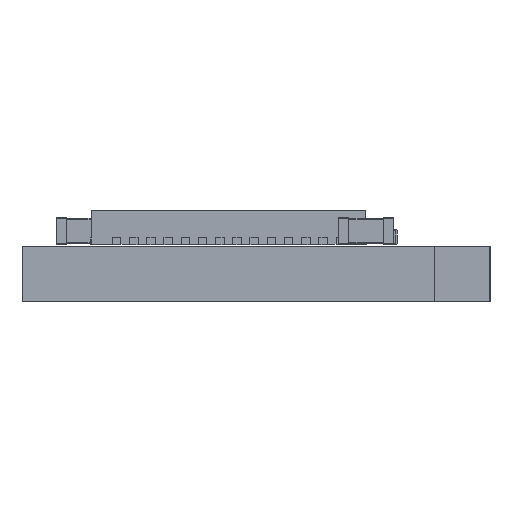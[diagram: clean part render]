
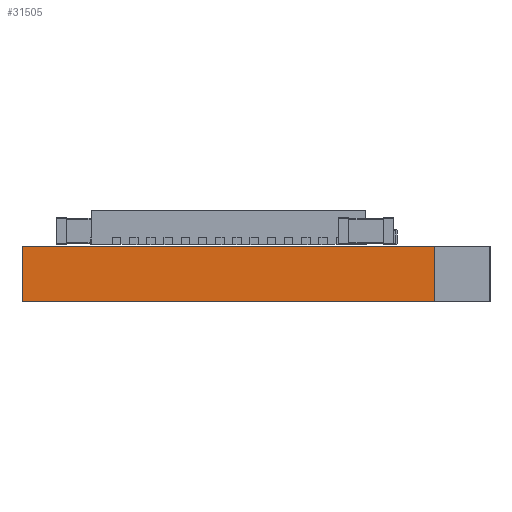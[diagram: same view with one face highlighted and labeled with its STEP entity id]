
A CAD part, left-side view. The second image highlights one B-rep face of the part: STEP entity #31505.
In plain terms, the highlighted planar face has unit normal (-1, 0, 0).
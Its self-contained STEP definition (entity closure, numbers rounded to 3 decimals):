
#31389 = EDGE_CURVE('',#31390,#31392,#31394,.T.);
#31390 = VERTEX_POINT('',#31391);
#31391 = CARTESIAN_POINT('',(-10.75,6.,0.));
#31392 = VERTEX_POINT('',#31393);
#31393 = CARTESIAN_POINT('',(-10.75,6.,1.6));
#31394 = SURFACE_CURVE('',#31395,(#31399,#31411),.PCURVE_S1.);
#31395 = LINE('',#31396,#31397);
#31396 = CARTESIAN_POINT('',(-10.75,6.,0.));
#31397 = VECTOR('',#31398,1.);
#31398 = DIRECTION('',(0.,0.,1.));
#31399 = PCURVE('',#31400,#31405);
#31400 = PLANE('',#31401);
#31401 = AXIS2_PLACEMENT_3D('',#31402,#31403,#31404);
#31402 = CARTESIAN_POINT('',(-10.75,6.,0.));
#31403 = DIRECTION('',(0.,1.,0.));
#31404 = DIRECTION('',(1.,0.,0.));
#31405 = DEFINITIONAL_REPRESENTATION('',(#31406),#31410);
#31406 = LINE('',#31407,#31408);
#31407 = CARTESIAN_POINT('',(0.,0.));
#31408 = VECTOR('',#31409,1.);
#31409 = DIRECTION('',(0.,-1.));
#31410 = ( GEOMETRIC_REPRESENTATION_CONTEXT(2) 
PARAMETRIC_REPRESENTATION_CONTEXT() REPRESENTATION_CONTEXT('2D SPACE',''
  ) );
#31411 = PCURVE('',#31412,#31417);
#31412 = PLANE('',#31413);
#31413 = AXIS2_PLACEMENT_3D('',#31414,#31415,#31416);
#31414 = CARTESIAN_POINT('',(-10.75,-6.,0.));
#31415 = DIRECTION('',(-1.,0.,0.));
#31416 = DIRECTION('',(0.,1.,0.));
#31417 = DEFINITIONAL_REPRESENTATION('',(#31418),#31422);
#31418 = LINE('',#31419,#31420);
#31419 = CARTESIAN_POINT('',(12.,0.));
#31420 = VECTOR('',#31421,1.);
#31421 = DIRECTION('',(0.,-1.));
#31422 = ( GEOMETRIC_REPRESENTATION_CONTEXT(2) 
PARAMETRIC_REPRESENTATION_CONTEXT() REPRESENTATION_CONTEXT('2D SPACE',''
  ) );
#31440 = PLANE('',#31441);
#31441 = AXIS2_PLACEMENT_3D('',#31442,#31443,#31444);
#31442 = CARTESIAN_POINT('',(5.75,-0.766,1.6));
#31443 = DIRECTION('',(-0.,-0.,-1.));
#31444 = DIRECTION('',(-1.,0.,0.));
#31494 = PLANE('',#31495);
#31495 = AXIS2_PLACEMENT_3D('',#31496,#31497,#31498);
#31496 = CARTESIAN_POINT('',(5.75,-0.766,0.));
#31497 = DIRECTION('',(-0.,-0.,-1.));
#31498 = DIRECTION('',(-1.,0.,0.));
#31505 = ADVANCED_FACE('',(#31506),#31412,.T.);
#31506 = FACE_BOUND('',#31507,.T.);
#31507 = EDGE_LOOP('',(#31508,#31538,#31559,#31560));
#31508 = ORIENTED_EDGE('',*,*,#31509,.T.);
#31509 = EDGE_CURVE('',#31510,#31512,#31514,.T.);
#31510 = VERTEX_POINT('',#31511);
#31511 = CARTESIAN_POINT('',(-10.75,-6.,0.));
#31512 = VERTEX_POINT('',#31513);
#31513 = CARTESIAN_POINT('',(-10.75,-6.,1.6));
#31514 = SURFACE_CURVE('',#31515,(#31519,#31526),.PCURVE_S1.);
#31515 = LINE('',#31516,#31517);
#31516 = CARTESIAN_POINT('',(-10.75,-6.,0.));
#31517 = VECTOR('',#31518,1.);
#31518 = DIRECTION('',(0.,0.,1.));
#31519 = PCURVE('',#31412,#31520);
#31520 = DEFINITIONAL_REPRESENTATION('',(#31521),#31525);
#31521 = LINE('',#31522,#31523);
#31522 = CARTESIAN_POINT('',(0.,0.));
#31523 = VECTOR('',#31524,1.);
#31524 = DIRECTION('',(0.,-1.));
#31525 = ( GEOMETRIC_REPRESENTATION_CONTEXT(2) 
PARAMETRIC_REPRESENTATION_CONTEXT() REPRESENTATION_CONTEXT('2D SPACE',''
  ) );
#31526 = PCURVE('',#31527,#31532);
#31527 = PLANE('',#31528);
#31528 = AXIS2_PLACEMENT_3D('',#31529,#31530,#31531);
#31529 = CARTESIAN_POINT('',(-9.75,-6.,0.));
#31530 = DIRECTION('',(0.,-1.,0.));
#31531 = DIRECTION('',(-1.,0.,0.));
#31532 = DEFINITIONAL_REPRESENTATION('',(#31533),#31537);
#31533 = LINE('',#31534,#31535);
#31534 = CARTESIAN_POINT('',(1.,0.));
#31535 = VECTOR('',#31536,1.);
#31536 = DIRECTION('',(0.,-1.));
#31537 = ( GEOMETRIC_REPRESENTATION_CONTEXT(2) 
PARAMETRIC_REPRESENTATION_CONTEXT() REPRESENTATION_CONTEXT('2D SPACE',''
  ) );
#31538 = ORIENTED_EDGE('',*,*,#31539,.T.);
#31539 = EDGE_CURVE('',#31512,#31392,#31540,.T.);
#31540 = SURFACE_CURVE('',#31541,(#31545,#31552),.PCURVE_S1.);
#31541 = LINE('',#31542,#31543);
#31542 = CARTESIAN_POINT('',(-10.75,-6.,1.6));
#31543 = VECTOR('',#31544,1.);
#31544 = DIRECTION('',(0.,1.,0.));
#31545 = PCURVE('',#31412,#31546);
#31546 = DEFINITIONAL_REPRESENTATION('',(#31547),#31551);
#31547 = LINE('',#31548,#31549);
#31548 = CARTESIAN_POINT('',(0.,-1.6));
#31549 = VECTOR('',#31550,1.);
#31550 = DIRECTION('',(1.,0.));
#31551 = ( GEOMETRIC_REPRESENTATION_CONTEXT(2) 
PARAMETRIC_REPRESENTATION_CONTEXT() REPRESENTATION_CONTEXT('2D SPACE',''
  ) );
#31552 = PCURVE('',#31440,#31553);
#31553 = DEFINITIONAL_REPRESENTATION('',(#31554),#31558);
#31554 = LINE('',#31555,#31556);
#31555 = CARTESIAN_POINT('',(16.5,-5.234));
#31556 = VECTOR('',#31557,1.);
#31557 = DIRECTION('',(0.,1.));
#31558 = ( GEOMETRIC_REPRESENTATION_CONTEXT(2) 
PARAMETRIC_REPRESENTATION_CONTEXT() REPRESENTATION_CONTEXT('2D SPACE',''
  ) );
#31559 = ORIENTED_EDGE('',*,*,#31389,.F.);
#31560 = ORIENTED_EDGE('',*,*,#31561,.F.);
#31561 = EDGE_CURVE('',#31510,#31390,#31562,.T.);
#31562 = SURFACE_CURVE('',#31563,(#31567,#31574),.PCURVE_S1.);
#31563 = LINE('',#31564,#31565);
#31564 = CARTESIAN_POINT('',(-10.75,-6.,0.));
#31565 = VECTOR('',#31566,1.);
#31566 = DIRECTION('',(0.,1.,0.));
#31567 = PCURVE('',#31412,#31568);
#31568 = DEFINITIONAL_REPRESENTATION('',(#31569),#31573);
#31569 = LINE('',#31570,#31571);
#31570 = CARTESIAN_POINT('',(0.,0.));
#31571 = VECTOR('',#31572,1.);
#31572 = DIRECTION('',(1.,0.));
#31573 = ( GEOMETRIC_REPRESENTATION_CONTEXT(2) 
PARAMETRIC_REPRESENTATION_CONTEXT() REPRESENTATION_CONTEXT('2D SPACE',''
  ) );
#31574 = PCURVE('',#31494,#31575);
#31575 = DEFINITIONAL_REPRESENTATION('',(#31576),#31580);
#31576 = LINE('',#31577,#31578);
#31577 = CARTESIAN_POINT('',(16.5,-5.234));
#31578 = VECTOR('',#31579,1.);
#31579 = DIRECTION('',(0.,1.));
#31580 = ( GEOMETRIC_REPRESENTATION_CONTEXT(2) 
PARAMETRIC_REPRESENTATION_CONTEXT() REPRESENTATION_CONTEXT('2D SPACE',''
  ) );
